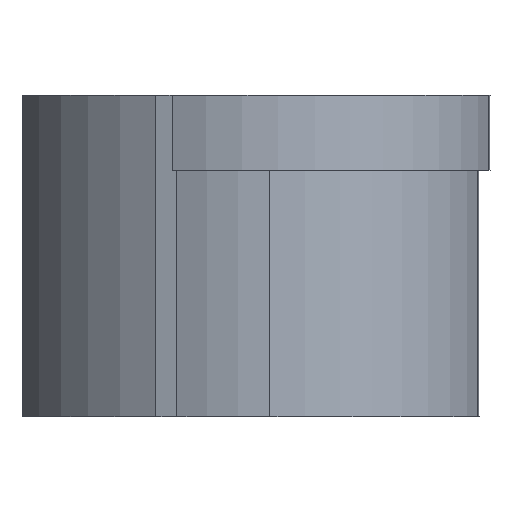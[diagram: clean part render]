
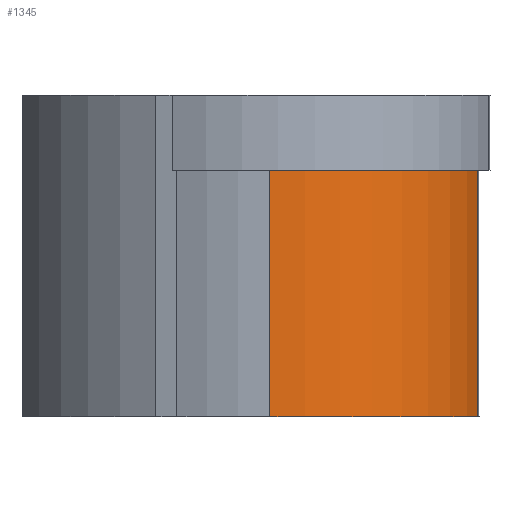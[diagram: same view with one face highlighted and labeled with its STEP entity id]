
A CAD part, left-side view. The second image highlights one B-rep face of the part: STEP entity #1345.
In plain terms, the highlighted cylindrical face has radius 20 mm (diameter 40 mm), a partial arc.
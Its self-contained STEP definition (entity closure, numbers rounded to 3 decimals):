
#6 = CARTESIAN_POINT ( 'NONE',  ( -6.421, -51.098, 23. ) ) ;
#39 = ORIENTED_EDGE ( 'NONE', *, *, #602, .T. ) ;
#108 = EDGE_CURVE ( 'NONE', #753, #256, #1503, .T. ) ;
#175 = EDGE_LOOP ( 'NONE', ( #1415, #39, #260, #1314 ) ) ;
#184 = VECTOR ( 'NONE', #431, 1000. ) ;
#235 = CIRCLE ( 'NONE', #1536, 20. ) ;
#256 = VERTEX_POINT ( 'NONE', #1479 ) ;
#260 = ORIENTED_EDGE ( 'NONE', *, *, #108, .T. ) ;
#337 = CARTESIAN_POINT ( 'NONE',  ( -6.421, -51.098, 0. ) ) ;
#410 = FACE_OUTER_BOUND ( 'NONE', #175, .T. ) ;
#431 = DIRECTION ( 'NONE',  ( 0., 0., -1. ) ) ;
#538 = CARTESIAN_POINT ( 'NONE',  ( -11.214, -70.515, 30. ) ) ;
#540 = DIRECTION ( 'NONE',  ( 0., 0., -1. ) ) ;
#602 = EDGE_CURVE ( 'NONE', #990, #753, #1440, .T. ) ;
#753 = VERTEX_POINT ( 'NONE', #767 ) ;
#767 = CARTESIAN_POINT ( 'NONE',  ( -26.421, -51.098, 0. ) ) ;
#791 = EDGE_CURVE ( 'NONE', #835, #256, #1234, .T. ) ;
#816 = CYLINDRICAL_SURFACE ( 'NONE', #1060, 20. ) ;
#819 = DIRECTION ( 'NONE',  ( 0., 0., 1. ) ) ;
#835 = VERTEX_POINT ( 'NONE', #941 ) ;
#941 = CARTESIAN_POINT ( 'NONE',  ( -11.214, -70.515, 23. ) ) ;
#990 = VERTEX_POINT ( 'NONE', #1093 ) ;
#1001 = DIRECTION ( 'NONE',  ( 0., 0., -1. ) ) ;
#1050 = CARTESIAN_POINT ( 'NONE',  ( -26.421, -51.098, 30. ) ) ;
#1060 = AXIS2_PLACEMENT_3D ( 'NONE', #1334, #1356, #1584 ) ;
#1093 = CARTESIAN_POINT ( 'NONE',  ( -26.421, -51.098, 23. ) ) ;
#1173 = VECTOR ( 'NONE', #540, 1000. ) ;
#1196 = AXIS2_PLACEMENT_3D ( 'NONE', #337, #819, #1340 ) ;
#1234 = LINE ( 'NONE', #538, #1173 ) ;
#1314 = ORIENTED_EDGE ( 'NONE', *, *, #791, .F. ) ;
#1334 = CARTESIAN_POINT ( 'NONE',  ( -6.421, -51.098, 30. ) ) ;
#1340 = DIRECTION ( 'NONE',  ( 1., 0., 0. ) ) ;
#1345 = ADVANCED_FACE ( 'NONE', ( #410 ), #816, .T. ) ;
#1356 = DIRECTION ( 'NONE',  ( 0., 0., -1. ) ) ;
#1415 = ORIENTED_EDGE ( 'NONE', *, *, #1482, .T. ) ;
#1440 = LINE ( 'NONE', #1050, #184 ) ;
#1479 = CARTESIAN_POINT ( 'NONE',  ( -11.214, -70.515, 0. ) ) ;
#1482 = EDGE_CURVE ( 'NONE', #835, #990, #235, .T. ) ;
#1503 = CIRCLE ( 'NONE', #1196, 20. ) ;
#1528 = DIRECTION ( 'NONE',  ( 1., 0., 0. ) ) ;
#1536 = AXIS2_PLACEMENT_3D ( 'NONE', #6, #1001, #1528 ) ;
#1584 = DIRECTION ( 'NONE',  ( -1., 0., 0. ) ) ;
